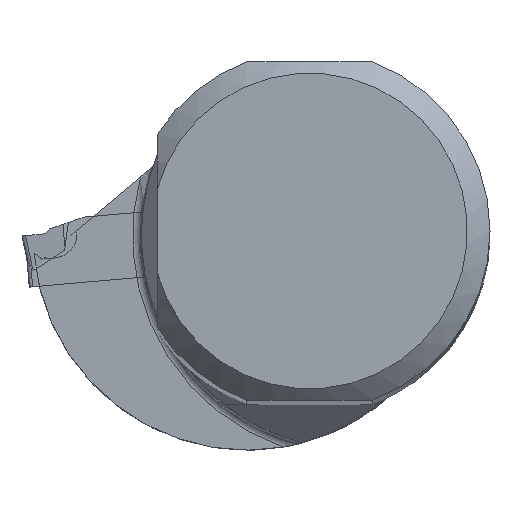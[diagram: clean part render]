
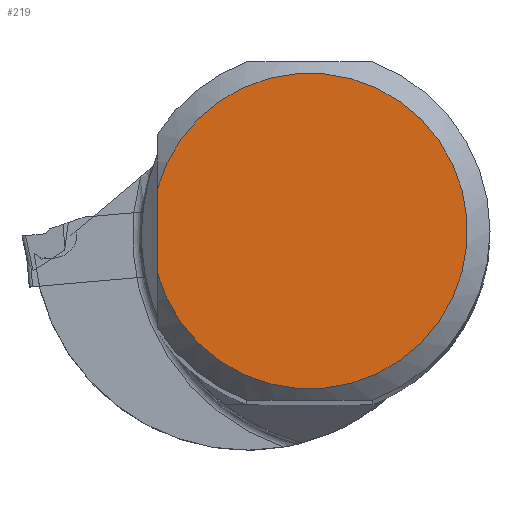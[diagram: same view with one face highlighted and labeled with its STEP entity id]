
A CAD part, top view. The second image highlights one B-rep face of the part: STEP entity #219.
In plain terms, the highlighted planar face has unit normal (0, 0, 1).
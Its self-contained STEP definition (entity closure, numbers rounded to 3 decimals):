
#121=PLANE('',#1510);
#219=ADVANCED_FACE('',(#305),#121,.F.);
#305=FACE_OUTER_BOUND('',#374,.T.);
#374=EDGE_LOOP('',(#638,#639));
#435=CIRCLE('',#1503,14.);
#638=ORIENTED_EDGE('',*,*,#1087,.F.);
#639=ORIENTED_EDGE('',*,*,#1051,.F.);
#911=VERTEX_POINT('',#2127);
#912=VERTEX_POINT('',#2129);
#1051=EDGE_CURVE('',#911,#912,#1205,.T.);
#1087=EDGE_CURVE('',#912,#911,#435,.T.);
#1205=LINE('',#2128,#1308);
#1308=VECTOR('',#1658,1.);
#1503=AXIS2_PLACEMENT_3D('',#2236,#1725,#1726);
#1510=AXIS2_PLACEMENT_3D('',#2243,#1739,#1740);
#1658=DIRECTION('',(0.,1.,0.));
#1725=DIRECTION('',(0.,0.,-1.));
#1726=DIRECTION('',(0.,1.,0.));
#1739=DIRECTION('',(0.,0.,-1.));
#1740=DIRECTION('',(0.,1.,0.));
#2127=CARTESIAN_POINT('',(-13.5,-3.708,0.));
#2128=CARTESIAN_POINT('',(-13.5,-50.,0.));
#2129=CARTESIAN_POINT('',(-13.5,3.708,0.));
#2236=CARTESIAN_POINT('',(0.,0.,0.));
#2243=CARTESIAN_POINT('',(0.,0.,0.));
